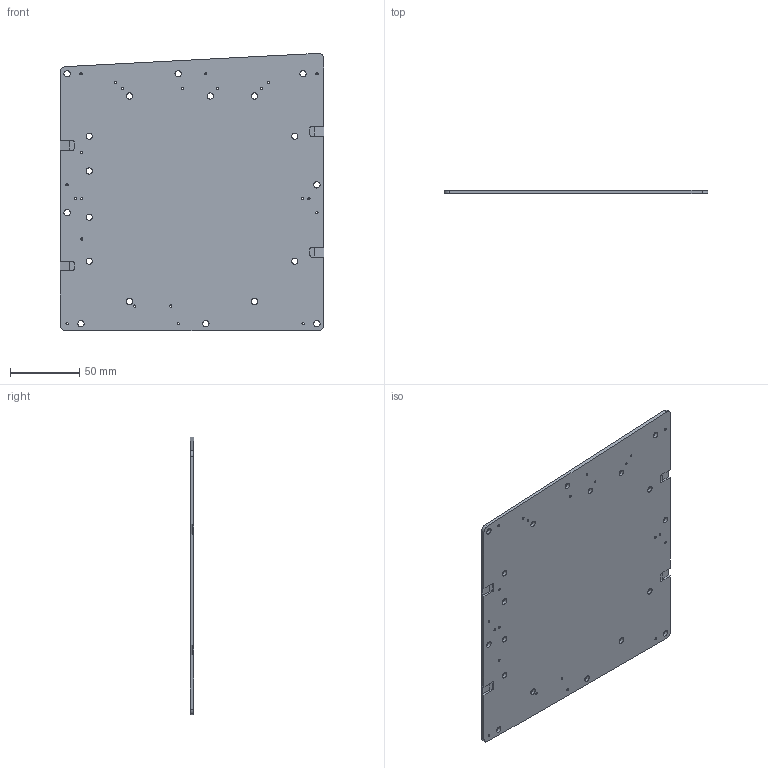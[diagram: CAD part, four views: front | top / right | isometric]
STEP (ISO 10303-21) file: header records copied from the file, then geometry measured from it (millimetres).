
FILE_DESCRIPTION(('FreeCAD Model'),'2;1');
FILE_NAME('Open CASCADE Shape Model','2023-01-06T14:02:25',(''),(''), 'Open CASCADE STEP processor 7.6','FreeCAD','Unknown');
FILE_SCHEMA(('AUTOMOTIVE_DESIGN { 1 0 10303 214 1 1 1 1 }'));
Length unit declared in the file: millimetre
Products named in the file (1): Defeatured039
Bounding box: 190 x 2.5 x 199.74 mm (x, y, z)
Volume: 91338.1 mm3; surface area: 76306.4 mm2
Topology: 1 solids, 1 shells, 79 faces, 231 edges, 154 vertices
Faces by surface type: cylinder 53, plane 26
Full cylindrical faces by diameter (mm): 1.6 x22, 4.5 x19
Entity records: 6031 total; most frequent: CARTESIAN_POINT 1269, DIRECTION 902, LINE 481, VECTOR 481, ORIENTED_EDGE 462, PCURVE 462, DEFINITIONAL_REPRESENTATION 462, EDGE_CURVE 231
